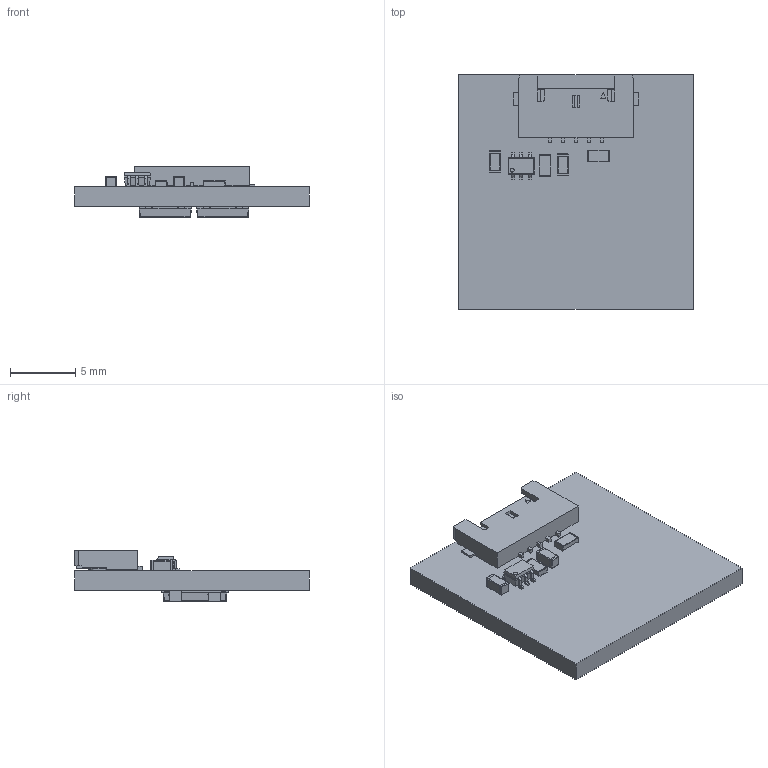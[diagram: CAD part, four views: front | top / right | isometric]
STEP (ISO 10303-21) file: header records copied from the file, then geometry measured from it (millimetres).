
FILE_DESCRIPTION(('Open CASCADE Model'),'2;1');
FILE_NAME('Open CASCADE Shape Model','2021-07-24T00:24:52',('Author'),( 'Open CASCADE'),'Open CASCADE STEP processor 6.8','Open CASCADE 6.8' ,'Unknown');
FILE_SCHEMA(('AUTOMOTIVE_DESIGN { 1 0 10303 214 1 1 1 1 }'));
Length unit declared in the file: millimetre
Products named in the file (38): PCB; Board; Open CASCADE STEP translator 6.8 2.1.1; U1; TPL0401A-10QDCKRQ1; R2; 6017092864; Mid_Body; Terminal; Open_CASCADE_STEP_translator_6.8_16.2.1; Mark; R1; 6043470144; J1; 5037630591; Open CASCADE STEP translator 6.8 2.5.1.1; Open CASCADE STEP translator 6.8 2.5.1.2; D3; SFH_2201_20190902_geometry; D2; C2; 6015261792; Open_CASCADE_STEP_translator_6.8_12.1.1; Open_CASCADE_STEP_translator_6.8_12.1.2; Open_CASCADE_STEP_translator_6.8_12.2.1; C1; 6017094464
Assembly tree (40 placements, depth 5):
  PCB
    Board
      Open CASCADE STEP translator 6.8 2.1.1
    U1
      TPL0401A-10QDCKRQ1
    R2
      6017092864
        Mid_Body
        Terminal  x2
          Open_CASCADE_STEP_translator_6.8_16.2.1
        Mark
    R1
      6043470144
        Mid_Body
        Terminal  x2
          Open_CASCADE_STEP_translator_6.8_16.2.1
        Mark
    J1
      5037630591
        Open CASCADE STEP translator 6.8 2.5.1.1
        Open CASCADE STEP translator 6.8 2.5.1.2
    D3
      SFH_2201_20190902_geometry
    D2
      SFH_2201_20190902_geometry
    C2
      6015261792
        Terminal
          Open_CASCADE_STEP_translator_6.8_12.1.1
          Open_CASCADE_STEP_translator_6.8_12.1.2
        Mid_Body
          Open_CASCADE_STEP_translator_6.8_12.2.1
    C1
      6017094464
        Terminal
          Open_CASCADE_STEP_translator_6.8_12.1.1
          Open_CASCADE_STEP_translator_6.8_12.1.2
        Mid_Body
          Open_CASCADE_STEP_translator_6.8_12.2.1
Bounding box: 18 x 18 x 3.9 mm (x, y, z)
Volume: 559.5 mm3; surface area: 1107.2 mm2
Topology: 26 solids, 26 shells, 789 faces, 2117 edges, 1390 vertices
Faces by surface type: plane 565, cylinder 190, sphere 24, bspline 10
Entity records: 20418 total; most frequent: CARTESIAN_POINT 4209, ORIENTED_EDGE 3222, DIRECTION 3164, EDGE_CURVE 1611, LINE 1316, VECTOR 1316, VERTEX_POINT 1040, AXIS2_PLACEMENT_3D 924
